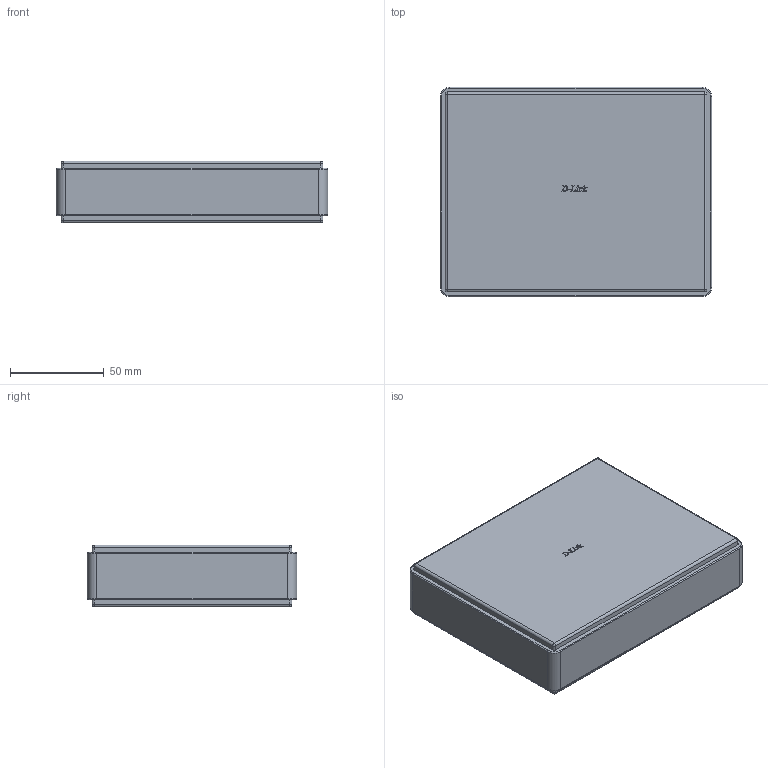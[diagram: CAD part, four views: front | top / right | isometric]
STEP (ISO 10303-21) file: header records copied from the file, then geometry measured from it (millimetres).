
FILE_DESCRIPTION(/* description */ ('Wireless bridge'),/* implementation_level */ '2;1');
FILE_NAME(/* name */ 'CS_WirelessBridge_DAP1522.ipt.step',/* time_stamp */ '2015-01-02T19:11:26-08:00',/* author */ ('Autodesk Inc.'),/* organization */ ('Autodesk Inc.'),/* preprocessor_version */ 'ST-DEVELOPER v15.6',/* originating_system */ 'Autodesk Inventor 2015',/* authorisation */ '');
FILE_SCHEMA (('AUTOMOTIVE_DESIGN { 1 0 10303 214 3 1 1 }'));
Length unit declared in the file: inch
Products named in the file (1): CS_WirelessBridge_DAP1522
Bounding box: 144.78 x 111.76 x 33.02 mm (x, y, z)
Volume: 523554.2 mm3; surface area: 48292.8 mm2
Topology: 1 solids, 1 shells, 209 faces, 559 edges, 354 vertices
Faces by surface type: plane 85, bspline 80, cylinder 28, torus 8, sphere 8
Entity records: 6917 total; most frequent: CARTESIAN_POINT 2088, ORIENTED_EDGE 1102, DIRECTION 795, EDGE_CURVE 551, VERTEX_POINT 354, LINE 327, VECTOR 327, AXIS2_PLACEMENT_3D 234
